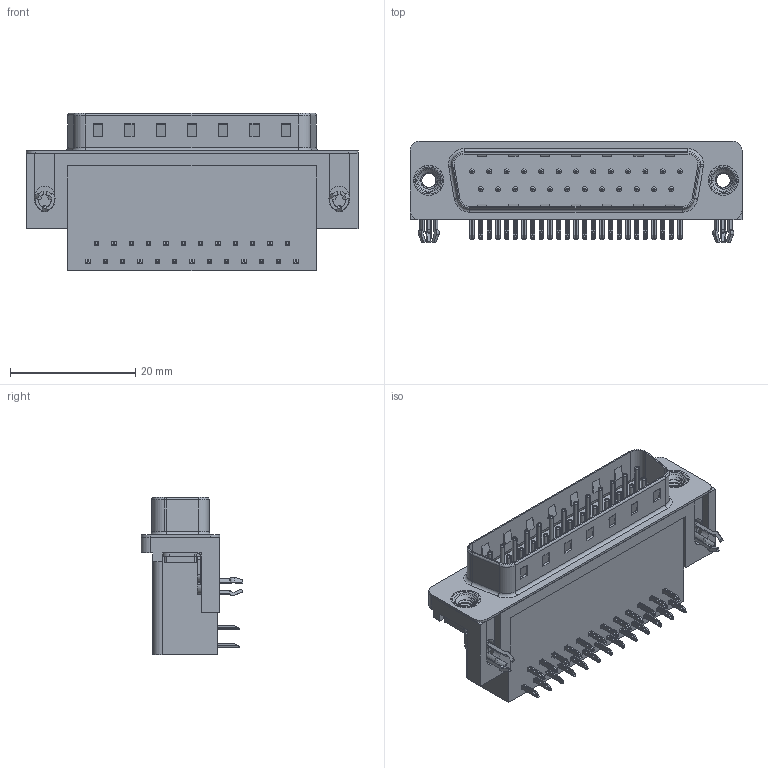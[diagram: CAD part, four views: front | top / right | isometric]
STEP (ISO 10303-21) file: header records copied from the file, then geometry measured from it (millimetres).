
FILE_DESCRIPTION (( 'STEP AP203' ), '1' );
FILE_NAME ('625-025-262-042.STEP', '2018-11-06T01:22:26', ( '' ), ( '' ), 'SwSTEP 2.0', 'SolidWorks 2016', '' );
FILE_SCHEMA (( 'CONFIG_CONTROL_DESIGN' ));
Length unit declared in the file: millimetre
Products named in the file (7): 625 Contact Top; 625 3 Prong Board Lock; 625 Housing_25 Socket; 625 4-40 Threaded Rivet; 625 Shell_25 Socket; 625-025-262-042; 625 Contact Bottom
Assembly tree (31 placements, depth 2):
  625-025-262-042
    625 Housing_25 Socket
    625 Shell_25 Socket
    625 Contact Bottom  x12
    625 Contact Top  x13
    625 3 Prong Board Lock  x2
    625 4-40 Threaded Rivet  x2
Bounding box: 53.04 x 16.25 x 25.16 mm (x, y, z)
Volume: 9174.1 mm3; surface area: 8922.7 mm2
Topology: 31 solids, 31 shells, 2369 faces, 5921 edges, 3671 vertices
Faces by surface type: plane 1443, cylinder 667, torus 205, cone 48, bspline 6
Entity records: 24486 total; most frequent: CARTESIAN_POINT 5491, DIRECTION 3742, ORIENTED_EDGE 3586, EDGE_CURVE 1793, AXIS2_PLACEMENT_3D 1254, LINE 1234, VECTOR 1234, VERTEX_POINT 1153
